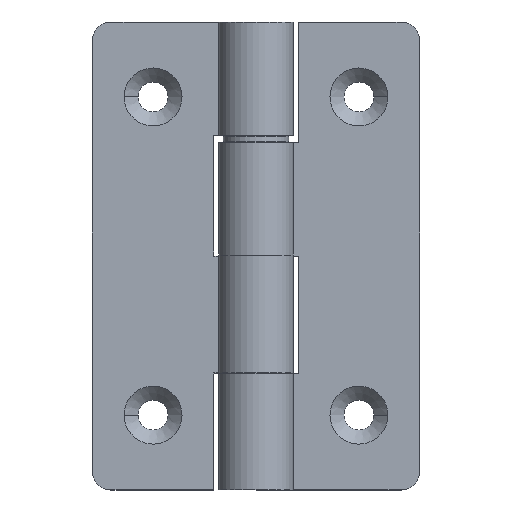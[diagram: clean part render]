
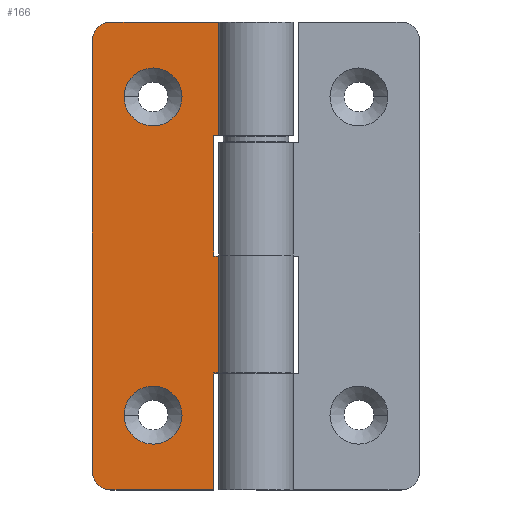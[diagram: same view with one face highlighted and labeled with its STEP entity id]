
A CAD part, top view. The second image highlights one B-rep face of the part: STEP entity #166.
In plain terms, the highlighted planar face has unit normal (0, 0, 1).
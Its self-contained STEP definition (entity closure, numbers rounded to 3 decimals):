
#35 = EDGE_CURVE ( 'NONE', #43, #36, #1218, .T. ) ;
#36 = VERTEX_POINT ( 'NONE', #1214 ) ;
#43 = VERTEX_POINT ( 'NONE', #1177 ) ;
#79 = VERTEX_POINT ( 'NONE', #1058 ) ;
#82 = VERTEX_POINT ( 'NONE', #1056 ) ;
#85 = EDGE_LOOP ( 'NONE', ( #86, #87, #385, #323, #316, #317, #320, #337, #169, #341, #123, #379 ) ) ;
#86 = ORIENTED_EDGE ( 'NONE', *, *, #162, .T. ) ;
#87 = ORIENTED_EDGE ( 'NONE', *, *, #376, .T. ) ;
#92 = EDGE_LOOP ( 'NONE', ( #186, #188 ) ) ;
#96 = VERTEX_POINT ( 'NONE', #1394 ) ;
#123 = ORIENTED_EDGE ( 'NONE', *, *, #124, .F. ) ;
#124 = EDGE_CURVE ( 'NONE', #378, #79, #1329, .T. ) ;
#136 = VERTEX_POINT ( 'NONE', #1373 ) ;
#137 = EDGE_CURVE ( 'NONE', #136, #322, #1372, .T. ) ;
#140 = VERTEX_POINT ( 'NONE', #1364 ) ;
#156 = VERTEX_POINT ( 'NONE', #1404 ) ;
#161 = EDGE_CURVE ( 'NONE', #79, #82, #1393, .T. ) ;
#162 = EDGE_CURVE ( 'NONE', #163, #140, #1389, .T. ) ;
#163 = VERTEX_POINT ( 'NONE', #1385 ) ;
#166 = ADVANCED_FACE ( 'NONE', ( #1380, #1316, #1315 ), #1314, .F. ) ;
#168 = EDGE_CURVE ( 'NONE', #322, #319, #1309, .T. ) ;
#169 = ORIENTED_EDGE ( 'NONE', *, *, #340, .T. ) ;
#186 = ORIENTED_EDGE ( 'NONE', *, *, #187, .F. ) ;
#187 = EDGE_CURVE ( 'NONE', #36, #43, #1250, .T. ) ;
#188 = ORIENTED_EDGE ( 'NONE', *, *, #35, .F. ) ;
#189 = EDGE_LOOP ( 'NONE', ( #190, #192 ) ) ;
#190 = ORIENTED_EDGE ( 'NONE', *, *, #191, .F. ) ;
#191 = EDGE_CURVE ( 'NONE', #156, #96, #1243, .T. ) ;
#192 = ORIENTED_EDGE ( 'NONE', *, *, #195, .F. ) ;
#195 = EDGE_CURVE ( 'NONE', #96, #156, #1017, .T. ) ;
#316 = ORIENTED_EDGE ( 'NONE', *, *, #168, .T. ) ;
#317 = ORIENTED_EDGE ( 'NONE', *, *, #324, .F. ) ;
#318 = VERTEX_POINT ( 'NONE', #1544 ) ;
#319 = VERTEX_POINT ( 'NONE', #1543 ) ;
#320 = ORIENTED_EDGE ( 'NONE', *, *, #321, .T. ) ;
#321 = EDGE_CURVE ( 'NONE', #318, #342, #1523, .T. ) ;
#322 = VERTEX_POINT ( 'NONE', #1519 ) ;
#323 = ORIENTED_EDGE ( 'NONE', *, *, #137, .T. ) ;
#324 = EDGE_CURVE ( 'NONE', #318, #319, #1518, .T. ) ;
#331 = EDGE_CURVE ( 'NONE', #377, #136, #1469, .T. ) ;
#337 = ORIENTED_EDGE ( 'NONE', *, *, #338, .T. ) ;
#338 = EDGE_CURVE ( 'NONE', #342, #339, #1506, .T. ) ;
#339 = VERTEX_POINT ( 'NONE', #1502 ) ;
#340 = EDGE_CURVE ( 'NONE', #339, #82, #1500, .T. ) ;
#341 = ORIENTED_EDGE ( 'NONE', *, *, #161, .F. ) ;
#342 = VERTEX_POINT ( 'NONE', #1655 ) ;
#376 = EDGE_CURVE ( 'NONE', #140, #377, #1671, .T. ) ;
#377 = VERTEX_POINT ( 'NONE', #1666 ) ;
#378 = VERTEX_POINT ( 'NONE', #1665 ) ;
#379 = ORIENTED_EDGE ( 'NONE', *, *, #380, .T. ) ;
#380 = EDGE_CURVE ( 'NONE', #378, #163, #1663, .T. ) ;
#385 = ORIENTED_EDGE ( 'NONE', *, *, #331, .T. ) ;
#1017 = CIRCLE ( 'NONE', #1567, 3.1 ) ;
#1018 = DIRECTION ( 'NONE',  ( 1., 0., 0. ) ) ;
#1056 = CARTESIAN_POINT ( 'NONE',  ( -3.708, 12.9, -1.5 ) ) ;
#1058 = CARTESIAN_POINT ( 'NONE',  ( -3.708, 25., -1.5 ) ) ;
#1177 = CARTESIAN_POINT ( 'NONE',  ( -14.1, 17., -1.5 ) ) ;
#1214 = CARTESIAN_POINT ( 'NONE',  ( -7.9, 17., -1.5 ) ) ;
#1215 = DIRECTION ( 'NONE',  ( 1., 0., 0. ) ) ;
#1216 = DIRECTION ( 'NONE',  ( 0., 0., 1. ) ) ;
#1217 = AXIS2_PLACEMENT_3D ( 'NONE', #1219, #1216, #1215 ) ;
#1218 = CIRCLE ( 'NONE', #1217, 3.1 ) ;
#1219 = CARTESIAN_POINT ( 'NONE',  ( -11., 17., -1.5 ) ) ;
#1239 = DIRECTION ( 'NONE',  ( 1., 0., 0. ) ) ;
#1240 = DIRECTION ( 'NONE',  ( 0., 0., 1. ) ) ;
#1241 = CARTESIAN_POINT ( 'NONE',  ( -11., -17., -1.5 ) ) ;
#1242 = AXIS2_PLACEMENT_3D ( 'NONE', #1241, #1240, #1239 ) ;
#1243 = CIRCLE ( 'NONE', #1242, 3.1 ) ;
#1244 = DIRECTION ( 'NONE',  ( 1., 0., 0. ) ) ;
#1245 = DIRECTION ( 'NONE',  ( 0., 0., 1. ) ) ;
#1246 = CARTESIAN_POINT ( 'NONE',  ( -11., 17., -1.5 ) ) ;
#1247 = AXIS2_PLACEMENT_3D ( 'NONE', #1246, #1245, #1244 ) ;
#1250 = CIRCLE ( 'NONE', #1247, 3.1 ) ;
#1306 = DIRECTION ( 'NONE',  ( 1., 0., 0. ) ) ;
#1307 = VECTOR ( 'NONE', #1306, 1000. ) ;
#1308 = CARTESIAN_POINT ( 'NONE',  ( -3.708, -12.5, -1.5 ) ) ;
#1309 = LINE ( 'NONE', #1308, #1307 ) ;
#1310 = DIRECTION ( 'NONE',  ( -1., 0., 0. ) ) ;
#1311 = DIRECTION ( 'NONE',  ( 0., 0., -1. ) ) ;
#1312 = CARTESIAN_POINT ( 'NONE',  ( -3.708, 25., -1.5 ) ) ;
#1313 = AXIS2_PLACEMENT_3D ( 'NONE', #1312, #1311, #1310 ) ;
#1314 = PLANE ( 'NONE',  #1313 ) ;
#1315 = FACE_OUTER_BOUND ( 'NONE', #85, .T. ) ;
#1316 = FACE_BOUND ( 'NONE', #189, .T. ) ;
#1322 = DIRECTION ( 'NONE',  ( 1., 0., 0. ) ) ;
#1323 = VECTOR ( 'NONE', #1322, 1000. ) ;
#1324 = CARTESIAN_POINT ( 'NONE',  ( -3.708, 25., -1.5 ) ) ;
#1329 = LINE ( 'NONE', #1324, #1323 ) ;
#1364 = CARTESIAN_POINT ( 'NONE',  ( -17.5, -23., -1.5 ) ) ;
#1369 = DIRECTION ( 'NONE',  ( 0., 1., 0. ) ) ;
#1370 = VECTOR ( 'NONE', #1369, 1000. ) ;
#1371 = CARTESIAN_POINT ( 'NONE',  ( -4.5, 25., -1.5 ) ) ;
#1372 = LINE ( 'NONE', #1371, #1370 ) ;
#1373 = CARTESIAN_POINT ( 'NONE',  ( -4.5, -25., -1.5 ) ) ;
#1380 = FACE_BOUND ( 'NONE', #92, .T. ) ;
#1385 = CARTESIAN_POINT ( 'NONE',  ( -17.5, 23., -1.5 ) ) ;
#1386 = DIRECTION ( 'NONE',  ( 0., -1., 0. ) ) ;
#1387 = VECTOR ( 'NONE', #1386, 1000. ) ;
#1388 = CARTESIAN_POINT ( 'NONE',  ( -17.5, 25., -1.5 ) ) ;
#1389 = LINE ( 'NONE', #1388, #1387 ) ;
#1390 = DIRECTION ( 'NONE',  ( 0., -1., 0. ) ) ;
#1391 = VECTOR ( 'NONE', #1390, 1000. ) ;
#1392 = CARTESIAN_POINT ( 'NONE',  ( -3.708, 25., -1.5 ) ) ;
#1393 = LINE ( 'NONE', #1392, #1391 ) ;
#1394 = CARTESIAN_POINT ( 'NONE',  ( -14.1, -17., -1.5 ) ) ;
#1404 = CARTESIAN_POINT ( 'NONE',  ( -7.9, -17., -1.5 ) ) ;
#1466 = DIRECTION ( 'NONE',  ( 1., 0., 0. ) ) ;
#1467 = VECTOR ( 'NONE', #1466, 1000. ) ;
#1468 = CARTESIAN_POINT ( 'NONE',  ( -3.708, -25., -1.5 ) ) ;
#1469 = LINE ( 'NONE', #1468, #1467 ) ;
#1474 = DIRECTION ( 'NONE',  ( 0., -1., 0. ) ) ;
#1498 = VECTOR ( 'NONE', #1018, 1000. ) ;
#1499 = CARTESIAN_POINT ( 'NONE',  ( -3.708, 12.9, -1.5 ) ) ;
#1500 = LINE ( 'NONE', #1499, #1498 ) ;
#1502 = CARTESIAN_POINT ( 'NONE',  ( -4.5, 12.9, -1.5 ) ) ;
#1503 = DIRECTION ( 'NONE',  ( 0., 1., 0. ) ) ;
#1504 = VECTOR ( 'NONE', #1503, 1000. ) ;
#1505 = CARTESIAN_POINT ( 'NONE',  ( -4.5, 25., -1.5 ) ) ;
#1506 = LINE ( 'NONE', #1505, #1504 ) ;
#1516 = VECTOR ( 'NONE', #1474, 1000. ) ;
#1517 = CARTESIAN_POINT ( 'NONE',  ( -3.708, 25., -1.5 ) ) ;
#1518 = LINE ( 'NONE', #1517, #1516 ) ;
#1519 = CARTESIAN_POINT ( 'NONE',  ( -4.5, -12.5, -1.5 ) ) ;
#1520 = DIRECTION ( 'NONE',  ( -1., 0., 0. ) ) ;
#1521 = VECTOR ( 'NONE', #1520, 1000. ) ;
#1522 = CARTESIAN_POINT ( 'NONE',  ( -3.708, 0., -1.5 ) ) ;
#1523 = LINE ( 'NONE', #1522, #1521 ) ;
#1524 = CARTESIAN_POINT ( 'NONE',  ( -11., -17., -1.5 ) ) ;
#1536 = DIRECTION ( 'NONE',  ( 1., 0., 0. ) ) ;
#1543 = CARTESIAN_POINT ( 'NONE',  ( -3.708, -12.5, -1.5 ) ) ;
#1544 = CARTESIAN_POINT ( 'NONE',  ( -3.708, 0., -1.5 ) ) ;
#1567 = AXIS2_PLACEMENT_3D ( 'NONE', #1524, #1621, #1536 ) ;
#1621 = DIRECTION ( 'NONE',  ( 0., 0., 1. ) ) ;
#1655 = CARTESIAN_POINT ( 'NONE',  ( -4.5, 0., -1.5 ) ) ;
#1659 = DIRECTION ( 'NONE',  ( -1., 0., 0. ) ) ;
#1660 = DIRECTION ( 'NONE',  ( 0., 0., 1. ) ) ;
#1661 = CARTESIAN_POINT ( 'NONE',  ( -15.5, 23., -1.5 ) ) ;
#1662 = AXIS2_PLACEMENT_3D ( 'NONE', #1661, #1660, #1659 ) ;
#1663 = CIRCLE ( 'NONE', #1662, 2. ) ;
#1665 = CARTESIAN_POINT ( 'NONE',  ( -15.5, 25., -1.5 ) ) ;
#1666 = CARTESIAN_POINT ( 'NONE',  ( -15.5, -25., -1.5 ) ) ;
#1667 = DIRECTION ( 'NONE',  ( -1., 0., 0. ) ) ;
#1668 = DIRECTION ( 'NONE',  ( 0., 0., 1. ) ) ;
#1669 = CARTESIAN_POINT ( 'NONE',  ( -15.5, -23., -1.5 ) ) ;
#1670 = AXIS2_PLACEMENT_3D ( 'NONE', #1669, #1668, #1667 ) ;
#1671 = CIRCLE ( 'NONE', #1670, 2. ) ;
